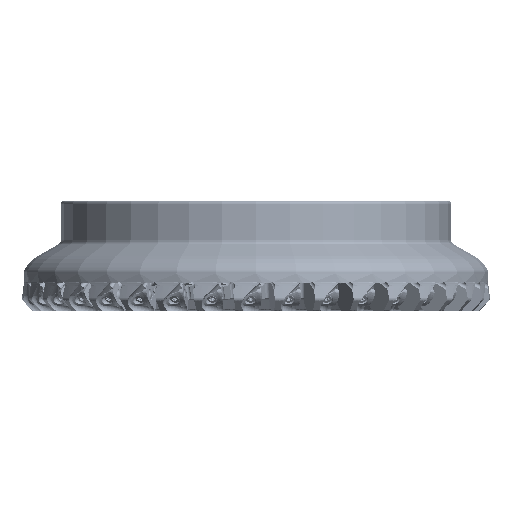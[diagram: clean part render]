
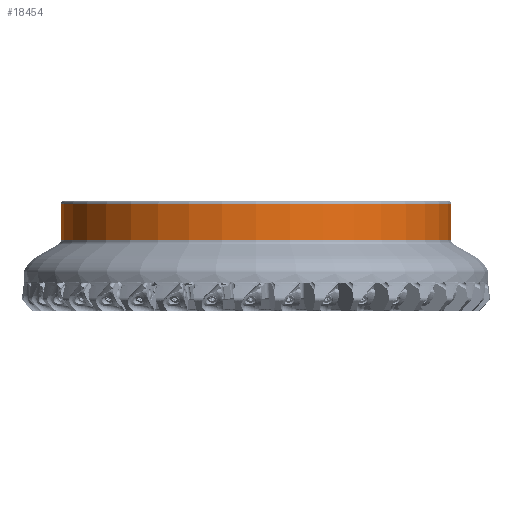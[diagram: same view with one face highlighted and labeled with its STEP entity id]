
A CAD part, front view. The second image highlights one B-rep face of the part: STEP entity #18454.
In plain terms, the highlighted cylindrical face has radius 110 mm (diameter 220 mm), a partial arc.
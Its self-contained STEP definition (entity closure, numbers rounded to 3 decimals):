
#4193=CYLINDRICAL_SURFACE('',#105080,110.);
#7893=LINE('',#188178,#12758);
#7894=LINE('',#188180,#12759);
#12758=VECTOR('',#123644,1.);
#12759=VECTOR('',#123645,1.);
#18454=ADVANCED_FACE('',(#25121),#4193,.T.);
#25121=FACE_OUTER_BOUND('',#30665,.T.);
#30665=EDGE_LOOP('',(#53394,#53395,#53396,#53397));
#35790=CIRCLE('',#105077,110.);
#35791=CIRCLE('',#105079,110.);
#53394=ORIENTED_EDGE('',*,*,#86367,.T.);
#53395=ORIENTED_EDGE('',*,*,#86366,.F.);
#53396=ORIENTED_EDGE('',*,*,#86368,.T.);
#53397=ORIENTED_EDGE('',*,*,#86369,.T.);
#74194=VERTEX_POINT('',#188171);
#74195=VERTEX_POINT('',#188173);
#74196=VERTEX_POINT('',#188179);
#74197=VERTEX_POINT('',#188181);
#86366=EDGE_CURVE('',#74195,#74194,#35790,.T.);
#86367=EDGE_CURVE('',#74196,#74194,#7893,.T.);
#86368=EDGE_CURVE('',#74195,#74197,#7894,.T.);
#86369=EDGE_CURVE('',#74197,#74196,#35791,.T.);
#105077=AXIS2_PLACEMENT_3D('',#188176,#123640,#123641);
#105079=AXIS2_PLACEMENT_3D('',#188182,#123646,#123647);
#105080=AXIS2_PLACEMENT_3D('',#188183,#123648,#123649);
#123640=DIRECTION('',(0.,0.,-1.));
#123641=DIRECTION('',(1.,0.,0.));
#123644=DIRECTION('',(0.,0.,-1.));
#123645=DIRECTION('',(0.,0.,1.));
#123646=DIRECTION('',(0.,0.,-1.));
#123647=DIRECTION('',(1.,0.,0.));
#123648=DIRECTION('',(0.,0.,-1.));
#123649=DIRECTION('',(-1.,0.,0.));
#188171=CARTESIAN_POINT('',(-110.,0.,-22.062));
#188173=CARTESIAN_POINT('',(110.,0.,-22.062));
#188176=CARTESIAN_POINT('',(0.,0.,-22.062));
#188178=CARTESIAN_POINT('',(-110.,0.,-2.));
#188179=CARTESIAN_POINT('',(-110.,0.,-2.));
#188180=CARTESIAN_POINT('',(110.,0.,-22.062));
#188181=CARTESIAN_POINT('',(110.,0.,-2.));
#188182=CARTESIAN_POINT('',(0.,0.,-2.));
#188183=CARTESIAN_POINT('',(0.,0.,-1.599));
